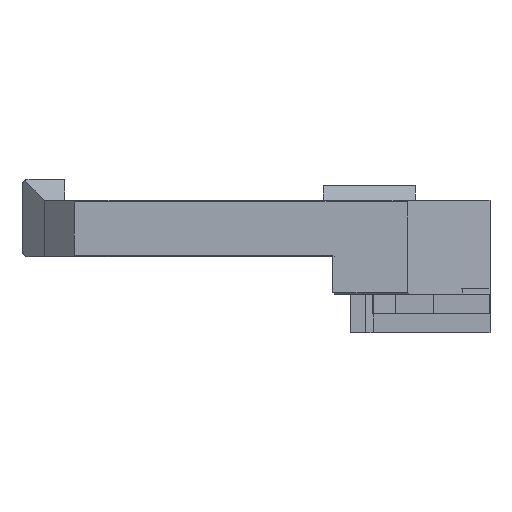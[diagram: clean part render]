
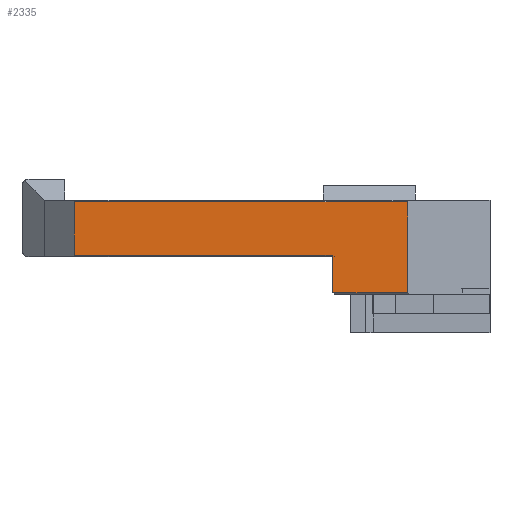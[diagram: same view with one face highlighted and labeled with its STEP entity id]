
A CAD part, left-side view. The second image highlights one B-rep face of the part: STEP entity #2335.
In plain terms, the highlighted planar face has unit normal (-1, 0, 0).
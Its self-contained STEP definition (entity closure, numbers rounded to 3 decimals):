
#6 = VERTEX_POINT ( 'NONE', #553 ) ;
#95 = LINE ( 'NONE', #1275, #3174 ) ;
#96 = EDGE_CURVE ( 'NONE', #6, #1157, #916, .T. ) ;
#215 = VECTOR ( 'NONE', #941, 1000. ) ;
#235 = ORIENTED_EDGE ( 'NONE', *, *, #2487, .F. ) ;
#277 = CARTESIAN_POINT ( 'NONE',  ( 21., -17.495, 0.2 ) ) ;
#317 = VECTOR ( 'NONE', #2069, 1000. ) ;
#322 = VERTEX_POINT ( 'NONE', #1917 ) ;
#400 = VECTOR ( 'NONE', #3638, 1000. ) ;
#433 = EDGE_CURVE ( 'NONE', #1212, #939, #3486, .T. ) ;
#553 = CARTESIAN_POINT ( 'NONE',  ( 21., -17., 0.2 ) ) ;
#606 = EDGE_CURVE ( 'NONE', #1212, #679, #95, .T. ) ;
#679 = VERTEX_POINT ( 'NONE', #2603 ) ;
#798 = CARTESIAN_POINT ( 'NONE',  ( 21., 17., 7.3 ) ) ;
#916 = LINE ( 'NONE', #2882, #3286 ) ;
#939 = VERTEX_POINT ( 'NONE', #2304 ) ;
#941 = DIRECTION ( 'NONE',  ( 0., 1., 0. ) ) ;
#955 = LINE ( 'NONE', #1862, #215 ) ;
#961 = CARTESIAN_POINT ( 'NONE',  ( 21., -27.5, 7.3 ) ) ;
#975 = CARTESIAN_POINT ( 'NONE',  ( 21., -29.233, -4.8 ) ) ;
#1015 = AXIS2_PLACEMENT_3D ( 'NONE', #1463, #3494, #2334 ) ;
#1018 = ORIENTED_EDGE ( 'NONE', *, *, #1554, .F. ) ;
#1157 = VERTEX_POINT ( 'NONE', #277 ) ;
#1209 = CARTESIAN_POINT ( 'NONE',  ( 21., -17.495, -59.397 ) ) ;
#1212 = VERTEX_POINT ( 'NONE', #961 ) ;
#1275 = CARTESIAN_POINT ( 'NONE',  ( 21., -17., 7.3 ) ) ;
#1349 = VERTEX_POINT ( 'NONE', #798 ) ;
#1394 = VECTOR ( 'NONE', #2937, 1000. ) ;
#1418 = CARTESIAN_POINT ( 'NONE',  ( 21., -27.5, -59.397 ) ) ;
#1463 = CARTESIAN_POINT ( 'NONE',  ( 21., -17., -59.397 ) ) ;
#1554 = EDGE_CURVE ( 'NONE', #6, #1868, #955, .T. ) ;
#1557 = LINE ( 'NONE', #975, #400 ) ;
#1558 = ORIENTED_EDGE ( 'NONE', *, *, #96, .T. ) ;
#1611 = EDGE_CURVE ( 'NONE', #322, #939, #1557, .T. ) ;
#1808 = LINE ( 'NONE', #1209, #3571 ) ;
#1836 = VECTOR ( 'NONE', #2398, 1000. ) ;
#1862 = CARTESIAN_POINT ( 'NONE',  ( 21., 17., 0.2 ) ) ;
#1868 = VERTEX_POINT ( 'NONE', #2542 ) ;
#1917 = CARTESIAN_POINT ( 'NONE',  ( 21., -17.495, -4.8 ) ) ;
#2069 = DIRECTION ( 'NONE',  ( 0., 0., 1. ) ) ;
#2088 = EDGE_LOOP ( 'NONE', ( #1018, #1558, #235, #2321, #2405, #3545, #3260, #3021 ) ) ;
#2136 = DIRECTION ( 'NONE',  ( 0., 0., 1. ) ) ;
#2304 = CARTESIAN_POINT ( 'NONE',  ( 21., -27.5, -4.8 ) ) ;
#2321 = ORIENTED_EDGE ( 'NONE', *, *, #1611, .T. ) ;
#2334 = DIRECTION ( 'NONE',  ( 0., 1., 0. ) ) ;
#2335 = ADVANCED_FACE ( 'NONE', ( #2904 ), #3774, .T. ) ;
#2355 = LINE ( 'NONE', #3532, #317 ) ;
#2398 = DIRECTION ( 'NONE',  ( 0., -1., 0. ) ) ;
#2405 = ORIENTED_EDGE ( 'NONE', *, *, #433, .F. ) ;
#2487 = EDGE_CURVE ( 'NONE', #322, #1157, #1808, .T. ) ;
#2542 = CARTESIAN_POINT ( 'NONE',  ( 21., 17., 0.2 ) ) ;
#2603 = CARTESIAN_POINT ( 'NONE',  ( 21., -17., 7.3 ) ) ;
#2882 = CARTESIAN_POINT ( 'NONE',  ( 21., -17.495, 0.2 ) ) ;
#2904 = FACE_OUTER_BOUND ( 'NONE', #2088, .T. ) ;
#2905 = EDGE_CURVE ( 'NONE', #1868, #1349, #2355, .T. ) ;
#2937 = DIRECTION ( 'NONE',  ( 0., 0., -1. ) ) ;
#3021 = ORIENTED_EDGE ( 'NONE', *, *, #2905, .F. ) ;
#3051 = DIRECTION ( 'NONE',  ( 0., 1., 0. ) ) ;
#3174 = VECTOR ( 'NONE', #3051, 1000. ) ;
#3260 = ORIENTED_EDGE ( 'NONE', *, *, #3572, .F. ) ;
#3284 = DIRECTION ( 'NONE',  ( 0., -1., 0. ) ) ;
#3286 = VECTOR ( 'NONE', #3284, 1000. ) ;
#3486 = LINE ( 'NONE', #1418, #1394 ) ;
#3494 = DIRECTION ( 'NONE',  ( -1., 0., 0. ) ) ;
#3532 = CARTESIAN_POINT ( 'NONE',  ( 21., 17., -59.397 ) ) ;
#3545 = ORIENTED_EDGE ( 'NONE', *, *, #606, .T. ) ;
#3571 = VECTOR ( 'NONE', #2136, 1000. ) ;
#3572 = EDGE_CURVE ( 'NONE', #1349, #679, #3607, .T. ) ;
#3607 = LINE ( 'NONE', #3624, #1836 ) ;
#3624 = CARTESIAN_POINT ( 'NONE',  ( 21., -17., 7.3 ) ) ;
#3638 = DIRECTION ( 'NONE',  ( 0., -1., 0. ) ) ;
#3774 = PLANE ( 'NONE',  #1015 ) ;
